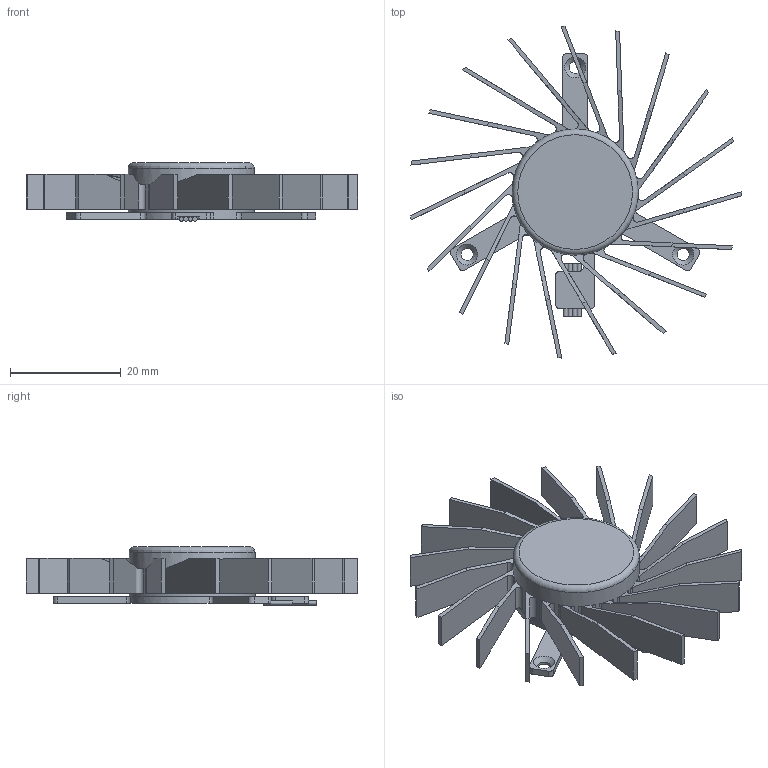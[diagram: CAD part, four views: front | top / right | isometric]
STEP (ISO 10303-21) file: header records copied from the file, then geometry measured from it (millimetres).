
FILE_DESCRIPTION(/* description */ (''),/* implementation_level */ '2;1');
FILE_NAME(/* name */ 'fan.stp',/* time_stamp */ '2025-04-10T18:44:59+08:00',/* author */ (''),/* organization */ (''),/* preprocessor_version */ 'ST-DEVELOPER v20',/* originating_system */ 'SIEMENS PLM Software NX2412.5001',/* authorisation */ '');
FILE_SCHEMA (('AUTOMOTIVE_DESIGN { 1 0 10303 214 3 1 1 1 }'));
Length unit declared in the file: millimetre
Products named in the file (1): PLD06010B12HH
Bounding box: 59.69 x 59.85 x 10.55 mm (x, y, z)
Volume: 6092.2 mm3; surface area: 7389.9 mm2
Topology: 5 solids, 5 shells, 215 faces, 560 edges, 373 vertices
Faces by surface type: plane 105, cylinder 86, cone 22, extrusion 1, torus 1
Full cylindrical faces by diameter (mm): 0.8 x4, 2.2 x3, 22.7 x1
Entity records: 7059 total; most frequent: CARTESIAN_POINT 1760, DIRECTION 1090, ORIENTED_EDGE 1082, EDGE_CURVE 541, AXIS2_PLACEMENT_3D 411, VERTEX_POINT 367, VECTOR 268, LINE 267
